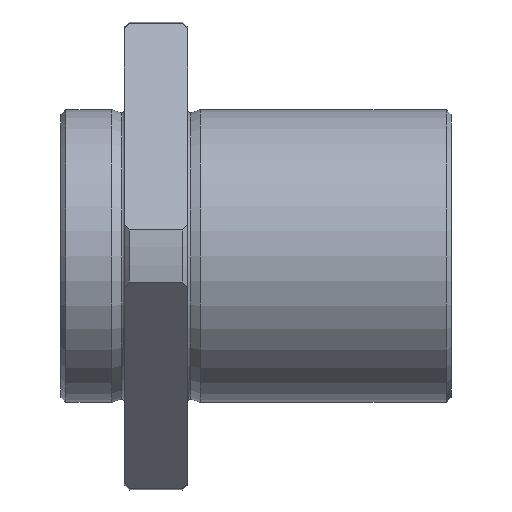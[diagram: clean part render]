
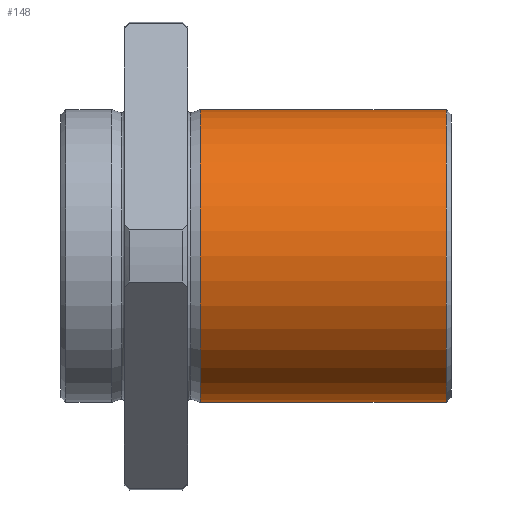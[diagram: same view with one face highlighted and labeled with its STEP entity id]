
A CAD part, front view. The second image highlights one B-rep face of the part: STEP entity #148.
In plain terms, the highlighted cylindrical face has radius 30 mm (diameter 60 mm), a full revolution.
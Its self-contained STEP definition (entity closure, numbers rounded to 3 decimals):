
#148 = ADVANCED_FACE( '', ( #315, #316 ), #317, .T. );
#315 = FACE_OUTER_BOUND( '', #493, .T. );
#316 = FACE_OUTER_BOUND( '', #494, .T. );
#317 = CYLINDRICAL_SURFACE( '', #495, 30. );
#493 = EDGE_LOOP( '', ( #772 ) );
#494 = EDGE_LOOP( '', ( #773 ) );
#495 = AXIS2_PLACEMENT_3D( '', #774, #775, #776 );
#772 = ORIENTED_EDGE( '', *, *, #913, .T. );
#773 = ORIENTED_EDGE( '', *, *, #935, .F. );
#774 = CARTESIAN_POINT( '', ( 80., 0., 0. ) );
#775 = DIRECTION( '', ( -1., 0., 0. ) );
#776 = DIRECTION( '', ( 0., 0., -1. ) );
#913 = EDGE_CURVE( '', #1061, #1061, #1062, .T. );
#935 = EDGE_CURVE( '', #1096, #1096, #1097, .T. );
#1061 = VERTEX_POINT( '', #1278 );
#1062 = CIRCLE( '', #1279, 30. );
#1096 = VERTEX_POINT( '', #1315 );
#1097 = CIRCLE( '', #1316, 30. );
#1278 = CARTESIAN_POINT( '', ( 28.6, 0., -30. ) );
#1279 = AXIS2_PLACEMENT_3D( '', #1467, #1468, #1469 );
#1315 = CARTESIAN_POINT( '', ( 79., 0., -30. ) );
#1316 = AXIS2_PLACEMENT_3D( '', #1511, #1512, #1513 );
#1467 = CARTESIAN_POINT( '', ( 28.6, 0., 0. ) );
#1468 = DIRECTION( '', ( 1., 0., 0. ) );
#1469 = DIRECTION( '', ( 0., 0., -1. ) );
#1511 = CARTESIAN_POINT( '', ( 79., 0., 0. ) );
#1512 = DIRECTION( '', ( 1., 0., 0. ) );
#1513 = DIRECTION( '', ( 0., 0., -1. ) );
